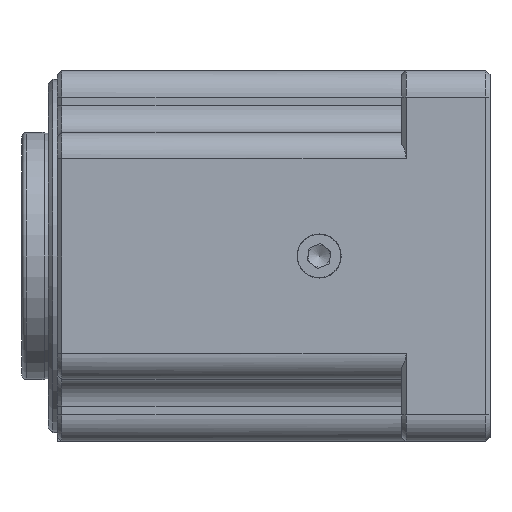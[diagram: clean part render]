
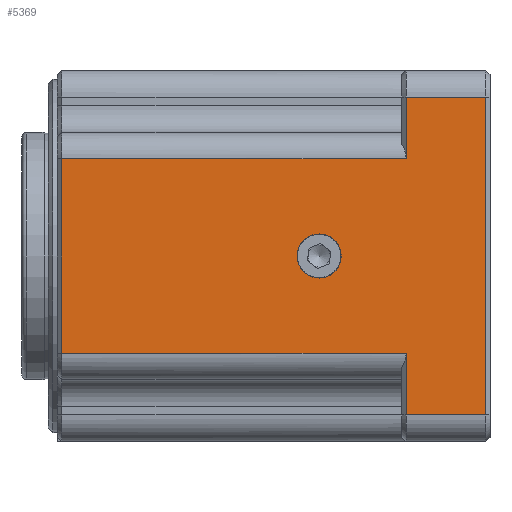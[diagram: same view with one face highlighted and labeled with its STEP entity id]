
A CAD part, left-side view. The second image highlights one B-rep face of the part: STEP entity #5369.
In plain terms, the highlighted planar face has unit normal (-1, 0, 0).
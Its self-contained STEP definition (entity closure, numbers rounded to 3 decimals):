
#64 = DIRECTION ( 'NONE',  ( 0., -1., 0. ) ) ;
#75 = CARTESIAN_POINT ( 'NONE',  ( -21., 49., 11. ) ) ;
#102 = LINE ( 'NONE', #75, #24896 ) ;
#309 = DIRECTION ( 'NONE',  ( 0., 0., 1. ) ) ;
#323 = CARTESIAN_POINT ( 'NONE',  ( -21., 0.5, 18. ) ) ;
#354 = LINE ( 'NONE', #323, #697 ) ;
#502 = DIRECTION ( 'NONE',  ( 0., -1., 0. ) ) ;
#507 = CARTESIAN_POINT ( 'NONE',  ( -21., 10., 18. ) ) ;
#519 = LINE ( 'NONE', #507, #19349 ) ;
#697 = VECTOR ( 'NONE', #309, 1000. ) ;
#1163 = VERTEX_POINT ( 'NONE', #21414 ) ;
#2097 = VERTEX_POINT ( 'NONE', #12090 ) ;
#2333 = VECTOR ( 'NONE', #18834, 1000. ) ;
#2369 = EDGE_CURVE ( 'NONE', #2097, #2882, #8928, .T. ) ;
#2701 = DIRECTION ( 'NONE',  ( 0., 0., -1. ) ) ;
#2708 = CARTESIAN_POINT ( 'NONE',  ( -21., 9.5, 18. ) ) ;
#2738 = LINE ( 'NONE', #2708, #22755 ) ;
#2882 = VERTEX_POINT ( 'NONE', #4619 ) ;
#3358 = CARTESIAN_POINT ( 'NONE',  ( -21., 9.5, 18. ) ) ;
#4393 = EDGE_CURVE ( 'NONE', #1163, #20333, #18865, .T. ) ;
#4619 = CARTESIAN_POINT ( 'NONE',  ( -21., 9.5, -11. ) ) ;
#5369 = ADVANCED_FACE ( 'NONE', ( #12522, #12500 ), #12495, .F. ) ;
#5959 = AXIS2_PLACEMENT_3D ( 'NONE', #12479, #12471, #12464 ) ;
#6080 = EDGE_CURVE ( 'NONE', #13246, #2097, #7090, .T. ) ;
#6432 = VERTEX_POINT ( 'NONE', #3358 ) ;
#6536 = EDGE_CURVE ( 'NONE', #6432, #13985, #2738, .T. ) ;
#6828 = AXIS2_PLACEMENT_3D ( 'NONE', #20616, #20589, #20584 ) ;
#7064 = DIRECTION ( 'NONE',  ( 0., 0., -1. ) ) ;
#7074 = CARTESIAN_POINT ( 'NONE',  ( -21., 48.5, 18. ) ) ;
#7090 = LINE ( 'NONE', #7074, #22889 ) ;
#7447 = EDGE_CURVE ( 'NONE', #18605, #18605, #17849, .T. ) ;
#7728 = EDGE_LOOP ( 'NONE', ( #22862, #22799, #22730, #22621, #22606, #22551, #22527, #22493 ) ) ;
#8901 = DIRECTION ( 'NONE',  ( 0., -1., 0. ) ) ;
#8925 = CARTESIAN_POINT ( 'NONE',  ( -21., 49., -11. ) ) ;
#8928 = LINE ( 'NONE', #8925, #17064 ) ;
#9902 = VERTEX_POINT ( 'NONE', #21946 ) ;
#10876 = CARTESIAN_POINT ( 'NONE',  ( -21., 0.5, -18. ) ) ;
#11202 = EDGE_LOOP ( 'NONE', ( #22870 ) ) ;
#12090 = CARTESIAN_POINT ( 'NONE',  ( -21., 48.5, -11. ) ) ;
#12464 = DIRECTION ( 'NONE',  ( 0., 0., -1. ) ) ;
#12471 = DIRECTION ( 'NONE',  ( 1., 0., 0. ) ) ;
#12479 = CARTESIAN_POINT ( 'NONE',  ( -21., 10., 18. ) ) ;
#12495 = PLANE ( 'NONE',  #5959 ) ;
#12500 = FACE_OUTER_BOUND ( 'NONE', #7728, .T. ) ;
#12522 = FACE_BOUND ( 'NONE', #11202, .T. ) ;
#13246 = VERTEX_POINT ( 'NONE', #20804 ) ;
#13985 = VERTEX_POINT ( 'NONE', #14980 ) ;
#14980 = CARTESIAN_POINT ( 'NONE',  ( -21., 9.5, 11. ) ) ;
#16367 = EDGE_CURVE ( 'NONE', #2882, #1163, #20529, .T. ) ;
#17064 = VECTOR ( 'NONE', #8901, 1000. ) ;
#17849 = CIRCLE ( 'NONE', #6828, 2.5 ) ;
#18438 = EDGE_CURVE ( 'NONE', #6432, #9902, #519, .T. ) ;
#18500 = EDGE_CURVE ( 'NONE', #20333, #9902, #354, .T. ) ;
#18529 = EDGE_CURVE ( 'NONE', #13246, #13985, #102, .T. ) ;
#18602 = CARTESIAN_POINT ( 'NONE',  ( -21., 19.35, 2.5 ) ) ;
#18605 = VERTEX_POINT ( 'NONE', #18602 ) ;
#18834 = DIRECTION ( 'NONE',  ( 0., -1., 0. ) ) ;
#18859 = CARTESIAN_POINT ( 'NONE',  ( -21., 10., -18. ) ) ;
#18865 = LINE ( 'NONE', #18859, #2333 ) ;
#19349 = VECTOR ( 'NONE', #502, 1000. ) ;
#20333 = VERTEX_POINT ( 'NONE', #10876 ) ;
#20505 = DIRECTION ( 'NONE',  ( 0., 0., -1. ) ) ;
#20526 = CARTESIAN_POINT ( 'NONE',  ( -21., 9.5, 18. ) ) ;
#20529 = LINE ( 'NONE', #20526, #20631 ) ;
#20584 = DIRECTION ( 'NONE',  ( 0., 0., 1. ) ) ;
#20589 = DIRECTION ( 'NONE',  ( -1., 0., 0. ) ) ;
#20616 = CARTESIAN_POINT ( 'NONE',  ( -21., 19.35, 0. ) ) ;
#20631 = VECTOR ( 'NONE', #20505, 1000. ) ;
#20804 = CARTESIAN_POINT ( 'NONE',  ( -21., 48.5, 11. ) ) ;
#21414 = CARTESIAN_POINT ( 'NONE',  ( -21., 9.5, -18. ) ) ;
#21946 = CARTESIAN_POINT ( 'NONE',  ( -21., 0.5, 18. ) ) ;
#22493 = ORIENTED_EDGE ( 'NONE', *, *, #18500, .T. ) ;
#22527 = ORIENTED_EDGE ( 'NONE', *, *, #4393, .T. ) ;
#22551 = ORIENTED_EDGE ( 'NONE', *, *, #16367, .T. ) ;
#22606 = ORIENTED_EDGE ( 'NONE', *, *, #2369, .T. ) ;
#22621 = ORIENTED_EDGE ( 'NONE', *, *, #6080, .T. ) ;
#22730 = ORIENTED_EDGE ( 'NONE', *, *, #18529, .F. ) ;
#22755 = VECTOR ( 'NONE', #2701, 1000. ) ;
#22799 = ORIENTED_EDGE ( 'NONE', *, *, #6536, .T. ) ;
#22862 = ORIENTED_EDGE ( 'NONE', *, *, #18438, .F. ) ;
#22870 = ORIENTED_EDGE ( 'NONE', *, *, #7447, .F. ) ;
#22889 = VECTOR ( 'NONE', #7064, 1000. ) ;
#24896 = VECTOR ( 'NONE', #64, 1000. ) ;
